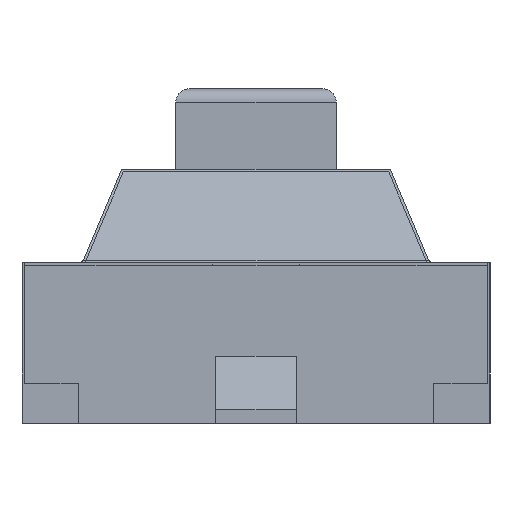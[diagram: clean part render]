
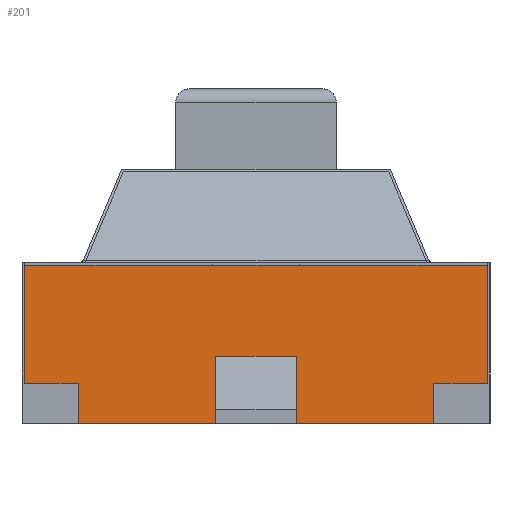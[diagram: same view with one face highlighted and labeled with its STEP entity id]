
A CAD part, left-side view. The second image highlights one B-rep face of the part: STEP entity #201.
In plain terms, the highlighted planar face has unit normal (-1, 0, 0).
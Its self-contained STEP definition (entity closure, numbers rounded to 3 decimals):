
#13=DIRECTION('',(0.,0.,1.));
#46=DIRECTION('',(-1.,0.,0.));
#100=VERTEX_POINT('',#101);
#101=CARTESIAN_POINT('',(-2.98,0.3,0.5));
#106=EDGE_CURVE('',#100,#107,#109,.T.);
#107=VERTEX_POINT('',#108);
#108=CARTESIAN_POINT('',(-2.98,0.3,0.4));
#109=LINE('',#110,#111);
#110=CARTESIAN_POINT('',(-2.98,0.3,0.194));
#111=VECTOR('',#112,1.);
#112=DIRECTION('',(-0.,0.,-1.));
#140=VERTEX_POINT('',#141);
#141=CARTESIAN_POINT('',(-2.98,-0.3,0.4));
#144=EDGE_CURVE('',#140,#145,#147,.T.);
#145=VERTEX_POINT('',#146);
#146=CARTESIAN_POINT('',(-2.98,-0.3,0.5));
#147=LINE('',#148,#149);
#148=CARTESIAN_POINT('',(-2.98,-0.3,0.194));
#149=VECTOR('',#150,1.);
#150=DIRECTION('',(0.,0.,1.));
#191=EDGE_CURVE('',#107,#140,#192,.T.);
#192=LINE('',#193,#194);
#193=CARTESIAN_POINT('',(-2.98,-0.715,0.4));
#194=VECTOR('',#195,1.);
#195=DIRECTION('',(0.,-1.,0.));
#201=ADVANCED_FACE('',(#202,#259),#268,.T.);
#202=FACE_BOUND('',#203,.T.);
#203=EDGE_LOOP('',(#204,#213,#220,#225,#229,#233,#239,#246,#251,#256)  );
#204=ORIENTED_EDGE('',*,*,#205,.F.);
#205=EDGE_CURVE('',#206,#208,#210,.T.);
#206=VERTEX_POINT('',#207);
#207=CARTESIAN_POINT('',(-2.98,-1.73,0.3));
#208=VERTEX_POINT('',#209);
#209=CARTESIAN_POINT('',(-2.98,-1.33,0.3));
#210=LINE('',#207,#211);
#211=VECTOR('',#212,1.);
#212=DIRECTION('',(0.,1.,0.));
#213=ORIENTED_EDGE('',*,*,#214,.T.);
#214=EDGE_CURVE('',#206,#215,#217,.T.);
#215=VERTEX_POINT('',#216);
#216=CARTESIAN_POINT('',(-2.98,-1.73,1.18));
#217=LINE('',#218,#219);
#218=CARTESIAN_POINT('',(-2.98,-1.73,0.));
#219=VECTOR('',#13,1.);
#220=ORIENTED_EDGE('',*,*,#221,.T.);
#221=EDGE_CURVE('',#215,#222,#224,.T.);
#222=VERTEX_POINT('',#223);
#223=CARTESIAN_POINT('',(-2.98,-0.325,1.18));
#224=LINE('',#216,#211);
#225=ORIENTED_EDGE('',*,*,#226,.T.);
#226=EDGE_CURVE('',#222,#227,#224,.T.);
#227=VERTEX_POINT('',#228);
#228=CARTESIAN_POINT('',(-2.98,0.325,1.18));
#229=ORIENTED_EDGE('',*,*,#230,.T.);
#230=EDGE_CURVE('',#227,#231,#224,.T.);
#231=VERTEX_POINT('',#232);
#232=CARTESIAN_POINT('',(-2.98,1.73,1.18));
#233=ORIENTED_EDGE('',*,*,#234,.F.);
#234=EDGE_CURVE('',#235,#231,#237,.T.);
#235=VERTEX_POINT('',#236);
#236=CARTESIAN_POINT('',(-2.98,1.73,0.3));
#237=LINE('',#238,#219);
#238=CARTESIAN_POINT('',(-2.98,1.73,0.));
#239=ORIENTED_EDGE('',*,*,#240,.T.);
#240=EDGE_CURVE('',#235,#241,#243,.T.);
#241=VERTEX_POINT('',#242);
#242=CARTESIAN_POINT('',(-2.98,1.33,0.3));
#243=LINE('',#236,#244);
#244=VECTOR('',#245,1.);
#245=DIRECTION('',(0.,-1.,0.));
#246=ORIENTED_EDGE('',*,*,#247,.F.);
#247=EDGE_CURVE('',#248,#241,#250,.T.);
#248=VERTEX_POINT('',#249);
#249=CARTESIAN_POINT('',(-2.98,1.33,0.));
#250=LINE('',#249,#219);
#251=ORIENTED_EDGE('',*,*,#252,.F.);
#252=EDGE_CURVE('',#253,#248,#255,.T.);
#253=VERTEX_POINT('',#254);
#254=CARTESIAN_POINT('',(-2.98,-1.33,0.));
#255=LINE('',#218,#211);
#256=ORIENTED_EDGE('',*,*,#257,.T.);
#257=EDGE_CURVE('',#253,#208,#258,.T.);
#258=LINE('',#254,#219);
#259=FACE_BOUND('',#260,.T.);
#260=EDGE_LOOP('',(#261,#262,#263,#267));
#261=ORIENTED_EDGE('',*,*,#191,.F.);
#262=ORIENTED_EDGE('',*,*,#106,.F.);
#263=ORIENTED_EDGE('',*,*,#264,.T.);
#264=EDGE_CURVE('',#100,#145,#265,.T.);
#265=LINE('',#266,#194);
#266=CARTESIAN_POINT('',(-2.98,-0.715,0.5));
#267=ORIENTED_EDGE('',*,*,#144,.F.);
#268=PLANE('',#269);
#269=AXIS2_PLACEMENT_3D('',#218,#46,#212);
